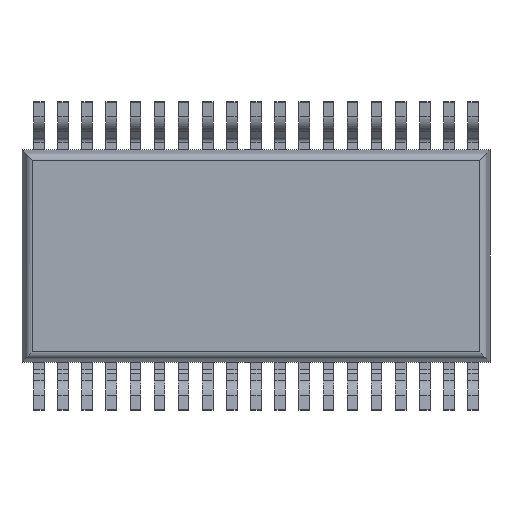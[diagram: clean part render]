
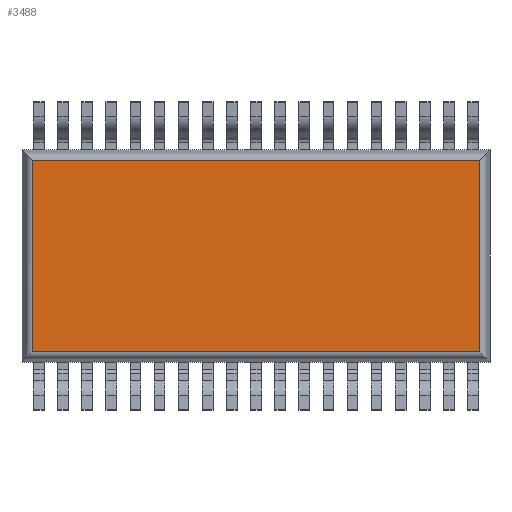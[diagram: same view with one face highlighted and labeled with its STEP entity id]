
A CAD part, front view. The second image highlights one B-rep face of the part: STEP entity #3488.
In plain terms, the highlighted planar face has unit normal (0, -1, 0).
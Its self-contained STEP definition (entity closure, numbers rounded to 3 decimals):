
#842 = CARTESIAN_POINT ( 'NONE',  ( -4.632, -0.453, -1.982 ) ) ;
#852 = EDGE_LOOP ( 'NONE', ( #6583, #10942, #14509, #15571 ) ) ;
#1038 = CARTESIAN_POINT ( 'NONE',  ( -4.632, -0.453, 1.982 ) ) ;
#1094 = CARTESIAN_POINT ( 'NONE',  ( 4.632, -0.453, 2.104 ) ) ;
#1971 = VECTOR ( 'NONE', #16675, 1000. ) ;
#2158 = LINE ( 'NONE', #1094, #6311 ) ;
#2287 = VERTEX_POINT ( 'NONE', #1038 ) ;
#2606 = CARTESIAN_POINT ( 'NONE',  ( -4.754, -0.453, 1.982 ) ) ;
#2889 = VECTOR ( 'NONE', #11380, 1000. ) ;
#3410 = LINE ( 'NONE', #15323, #1971 ) ;
#3488 = ADVANCED_FACE ( 'NONE', ( #5173 ), #7511, .T. ) ;
#4182 = LINE ( 'NONE', #2606, #5017 ) ;
#4646 = DIRECTION ( 'NONE',  ( 0., 0., -1. ) ) ;
#5017 = VECTOR ( 'NONE', #11871, 1000. ) ;
#5173 = FACE_OUTER_BOUND ( 'NONE', #852, .T. ) ;
#6106 = DIRECTION ( 'NONE',  ( 0., -1., 0. ) ) ;
#6180 = CARTESIAN_POINT ( 'NONE',  ( 4.754, -0.453, -1.982 ) ) ;
#6311 = VECTOR ( 'NONE', #14377, 1000. ) ;
#6583 = ORIENTED_EDGE ( 'NONE', *, *, #15540, .T. ) ;
#7511 = PLANE ( 'NONE',  #7898 ) ;
#7898 = AXIS2_PLACEMENT_3D ( 'NONE', #12730, #6106, #4646 ) ;
#8433 = EDGE_CURVE ( 'NONE', #2287, #15779, #3410, .T. ) ;
#8692 = VERTEX_POINT ( 'NONE', #11872 ) ;
#10238 = EDGE_CURVE ( 'NONE', #8692, #14147, #2158, .T. ) ;
#10942 = ORIENTED_EDGE ( 'NONE', *, *, #10238, .T. ) ;
#11380 = DIRECTION ( 'NONE',  ( 1., 0., 0. ) ) ;
#11871 = DIRECTION ( 'NONE',  ( -1., 0., 0. ) ) ;
#11872 = CARTESIAN_POINT ( 'NONE',  ( 4.632, -0.453, -1.982 ) ) ;
#12199 = EDGE_CURVE ( 'NONE', #14147, #2287, #4182, .T. ) ;
#12730 = CARTESIAN_POINT ( 'NONE',  ( 0., -0.453, 0. ) ) ;
#13088 = LINE ( 'NONE', #6180, #2889 ) ;
#14147 = VERTEX_POINT ( 'NONE', #14635 ) ;
#14377 = DIRECTION ( 'NONE',  ( 0., 0., 1. ) ) ;
#14509 = ORIENTED_EDGE ( 'NONE', *, *, #12199, .T. ) ;
#14635 = CARTESIAN_POINT ( 'NONE',  ( 4.632, -0.453, 1.982 ) ) ;
#15323 = CARTESIAN_POINT ( 'NONE',  ( -4.632, -0.453, -2.104 ) ) ;
#15540 = EDGE_CURVE ( 'NONE', #15779, #8692, #13088, .T. ) ;
#15571 = ORIENTED_EDGE ( 'NONE', *, *, #8433, .T. ) ;
#15779 = VERTEX_POINT ( 'NONE', #842 ) ;
#16675 = DIRECTION ( 'NONE',  ( 0., 0., -1. ) ) ;
